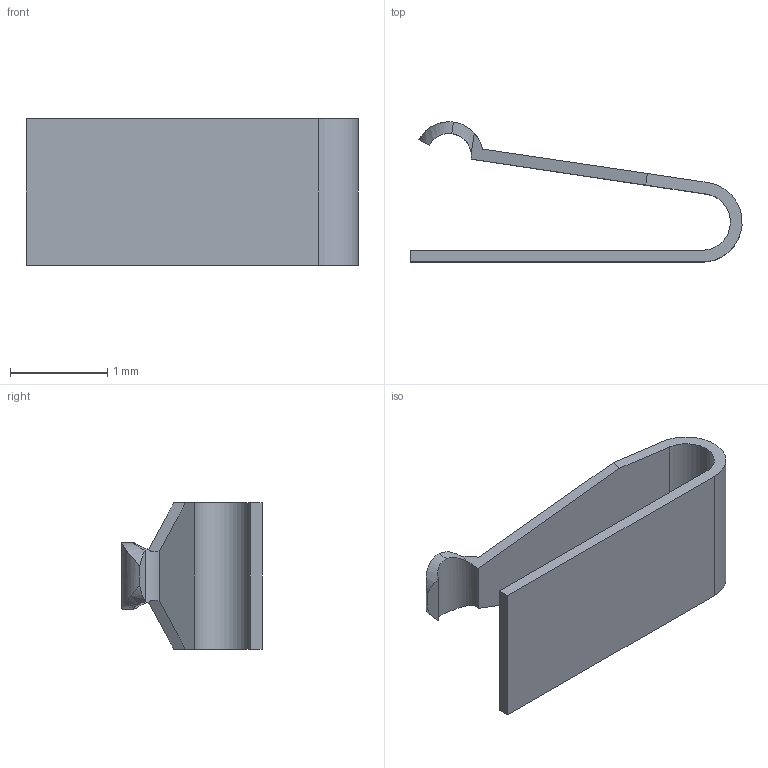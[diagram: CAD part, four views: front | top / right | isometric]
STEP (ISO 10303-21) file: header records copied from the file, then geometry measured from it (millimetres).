
FILE_DESCRIPTION (( 'STEP AP214' ), '1' );
FILE_NAME ('C-Clip(open).STEP', '2019-03-04T07:52:57', ( '' ), ( '' ), 'SwSTEP 2.0', 'SolidWorks 2017', '' );
FILE_SCHEMA (( 'AUTOMOTIVE_DESIGN' ));
Length unit declared in the file: millimetre
Products named in the file (2): C-Clip(open)
Bounding box: 3.41 x 1.44 x 1.5 mm (x, y, z)
Volume: 1.1 mm3; surface area: 20.5 mm2
Topology: 1 solids, 1 shells, 17 faces, 45 edges, 30 vertices
Faces by surface type: plane 10, cylinder 4, bspline 3
Entity records: 618 total; most frequent: CARTESIAN_POINT 180, ORIENTED_EDGE 90, DIRECTION 69, EDGE_CURVE 45, VERTEX_POINT 30, LINE 29, VECTOR 29, AXIS2_PLACEMENT_3D 20
